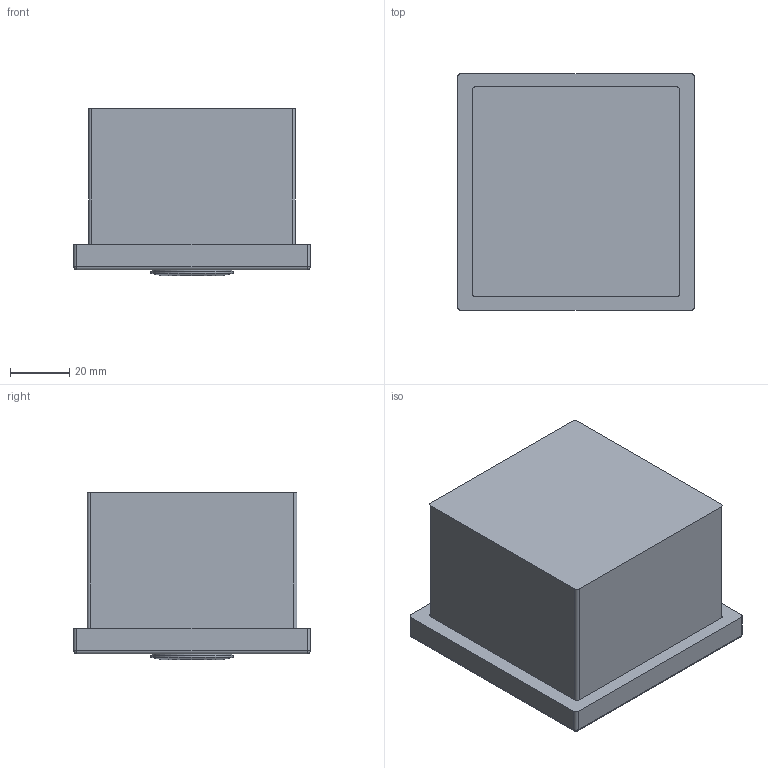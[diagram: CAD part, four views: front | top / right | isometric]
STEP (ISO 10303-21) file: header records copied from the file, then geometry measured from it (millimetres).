
FILE_DESCRIPTION(/* description */ ('Daten Anschlußdose Cat 6 mit Steckbuchse'),/* implementation_level */ '2;1');
FILE_NAME(/* name */ 'ZEI_CAD_320729-0-REV00_#SALL_#AIN_#V1.step',/* time_stamp */ '2022-10-10T07:10:06+02:00',/* author */ ('MiniTec'),/* organization */ ('MiniTec GmbH & Co.KG'),/* preprocessor_version */ 'ST-DEVELOPER v18.1',/* originating_system */ 'Autodesk Inventor 2021',/* authorisation */ '');
FILE_SCHEMA (('CONFIG_CONTROL_DESIGN'));
Length unit declared in the file: millimetre
Products named in the file (5): leer; leer_1; leer_2; leer_3; leer_4
Assembly tree (5 placements, depth 2):
  leer
    leer_1
    leer_2
    leer_3  x2
    leer_4
Bounding box: 80 x 80 x 56.6 mm (x, y, z)
Volume: 151053.8 mm3; surface area: 81797.8 mm2
Topology: 11 solids, 11 shells, 1505 faces, 4193 edges, 2728 vertices
Faces by surface type: plane 1028, cylinder 437, torus 20, bspline 10, sphere 8, cone 2
Full cylindrical faces by diameter (mm): 20.05 x2, 20.917 x2, 22 x2, 22.5 x1, 22.6 x2, 25.35 x2, 27.4 x2, 27.9 x2, 29 x2
Entity records: 26044 total; most frequent: CARTESIAN_POINT 4556, ORIENTED_EDGE 4336, DIRECTION 4214, EDGE_CURVE 2168, LINE 1678, VECTOR 1678, VERTEX_POINT 1411, AXIS2_PLACEMENT_3D 1268
